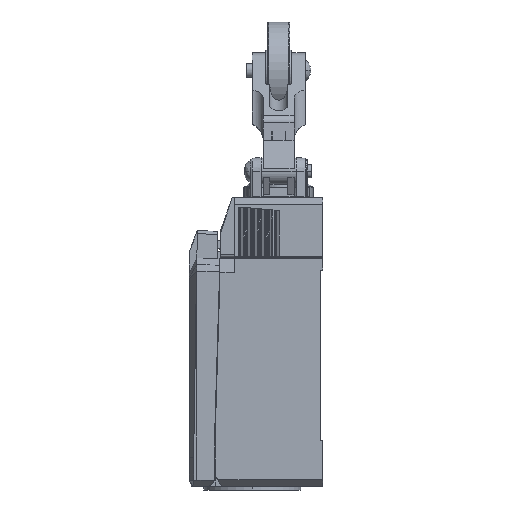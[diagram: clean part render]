
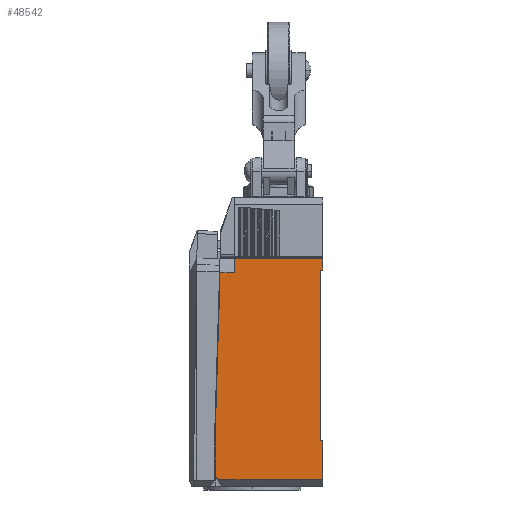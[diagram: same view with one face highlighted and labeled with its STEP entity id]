
A CAD part, left-side view. The second image highlights one B-rep face of the part: STEP entity #48542.
In plain terms, the highlighted planar face has unit normal (-1, 0, 0).
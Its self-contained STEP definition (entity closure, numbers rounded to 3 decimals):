
#3324=DIRECTION('',(0.,1.,0.));
#3325=VECTOR('',#3324,20.);
#3326=CARTESIAN_POINT('',(-15.25,-10.,-9.));
#3327=LINE('',#3326,#3325);
#3331=DIRECTION('',(0.,1.,0.));
#3332=VECTOR('',#3331,0.5);
#3333=CARTESIAN_POINT('',(-15.25,-10.,-11.6));
#3334=LINE('',#3333,#3332);
#3338=DIRECTION('',(0.,0.,-1.));
#3339=VECTOR('',#3338,38.6);
#3340=CARTESIAN_POINT('',(-15.25,-9.5,-11.6));
#3341=LINE('',#3340,#3339);
#3345=DIRECTION('',(0.,1.,0.));
#3346=VECTOR('',#3345,0.5);
#3347=CARTESIAN_POINT('',(-15.25,-10.,-50.2));
#3348=LINE('',#3347,#3346);
#3352=DIRECTION('',(0.,-1.,0.));
#3353=VECTOR('',#3352,23.815);
#3354=CARTESIAN_POINT('',(-15.25,13.815,-59.15));
#3355=LINE('',#3354,#3353);
#3359=DIRECTION('',(0.,0.5,0.866));
#3360=VECTOR('',#3359,1.169);
#3361=CARTESIAN_POINT('',(-15.25,13.815,-59.15));
#3362=LINE('',#3361,#3360);
#3366=DIRECTION('',(0.,-0.03,1.));
#3367=VECTOR('',#3366,33.015);
#3368=CARTESIAN_POINT('',(-15.25,14.4,-48.735));
#3369=LINE('',#3368,#3367);
#3373=DIRECTION('',(0.,0.,1.));
#3374=VECTOR('',#3373,3.485);
#3375=CARTESIAN_POINT('',(-15.25,13.4,-15.735));
#3376=LINE('',#3375,#3374);
#3380=DIRECTION('',(0.,-1.,0.));
#3381=VECTOR('',#3380,3.4);
#3382=CARTESIAN_POINT('',(-15.25,13.4,-12.25));
#3383=LINE('',#3382,#3381);
#3387=DIRECTION('',(0.,0.,-1.));
#3388=VECTOR('',#3387,3.25);
#3389=CARTESIAN_POINT('',(-15.25,10.,-9.));
#3390=LINE('',#3389,#3388);
#3900=DIRECTION('',(0.,0.,-1.));
#3901=VECTOR('',#3900,9.402);
#3902=CARTESIAN_POINT('',(-15.25,14.4,-48.735));
#3903=LINE('',#3902,#3901);
#4348=DIRECTION('',(0.,0.,-1.));
#4349=VECTOR('',#4348,2.6);
#4350=CARTESIAN_POINT('',(-15.25,-10.,-9.));
#4351=LINE('',#4350,#4349);
#5377=DIRECTION('',(0.,0.,-1.));
#5378=VECTOR('',#5377,8.95);
#5379=CARTESIAN_POINT('',(-15.25,-10.,-50.2));
#5380=LINE('',#5379,#5378);
#38838=CARTESIAN_POINT('',(-15.25,14.4,-58.137));
#38840=VERTEX_POINT('',#38838);
#38862=CARTESIAN_POINT('',(-15.25,14.4,-48.735));
#38863=VERTEX_POINT('',#38862);
#38881=CARTESIAN_POINT('',(-15.25,10.,-12.25));
#38883=VERTEX_POINT('',#38881);
#38898=CARTESIAN_POINT('',(-15.25,-10.,-11.6));
#38899=VERTEX_POINT('',#38898);
#38912=CARTESIAN_POINT('',(-15.25,-9.5,-11.6));
#38913=CARTESIAN_POINT('',(-15.25,-9.5,-50.2));
#38914=VERTEX_POINT('',#38912);
#38915=VERTEX_POINT('',#38913);
#38916=CARTESIAN_POINT('',(-15.25,-10.,-50.2));
#38917=VERTEX_POINT('',#38916);
#38934=CARTESIAN_POINT('',(-15.25,13.4,-12.25));
#38935=VERTEX_POINT('',#38934);
#38944=CARTESIAN_POINT('',(-15.25,13.4,-15.735));
#38945=VERTEX_POINT('',#38944);
#40382=CARTESIAN_POINT('',(-15.25,-10.,-59.15));
#40383=VERTEX_POINT('',#40382);
#40388=CARTESIAN_POINT('',(-15.25,13.815,-59.15));
#40389=VERTEX_POINT('',#40388);
#41116=CARTESIAN_POINT('',(-15.25,10.,-9.));
#41118=VERTEX_POINT('',#41116);
#41122=CARTESIAN_POINT('',(-15.25,-10.,-9.));
#41123=VERTEX_POINT('',#41122);
#48511=CARTESIAN_POINT('',(-15.25,16.7,2.));
#48512=DIRECTION('',(-1.,0.,0.));
#48513=DIRECTION('',(0.,-1.,0.));
#48514=AXIS2_PLACEMENT_3D('',#48511,#48512,#48513);
#48515=PLANE('',#48514);
#48517=ORIENTED_EDGE('',*,*,#48516,.F.);
#48519=ORIENTED_EDGE('',*,*,#48518,.T.);
#48521=ORIENTED_EDGE('',*,*,#48520,.T.);
#48523=ORIENTED_EDGE('',*,*,#48522,.T.);
#48525=ORIENTED_EDGE('',*,*,#48524,.F.);
#48527=ORIENTED_EDGE('',*,*,#48526,.T.);
#48528=ORIENTED_EDGE('',*,*,#48490,.F.);
#48529=ORIENTED_EDGE('',*,*,#48467,.T.);
#48531=ORIENTED_EDGE('',*,*,#48530,.F.);
#48533=ORIENTED_EDGE('',*,*,#48532,.T.);
#48535=ORIENTED_EDGE('',*,*,#48534,.T.);
#48537=ORIENTED_EDGE('',*,*,#48536,.T.);
#48539=ORIENTED_EDGE('',*,*,#48538,.F.);
#48540=EDGE_LOOP('',(#48517,#48519,#48521,#48523,#48525,#48527,#48528,#48529,
#48531,#48533,#48535,#48537,#48539));
#48541=FACE_OUTER_BOUND('',#48540,.F.);
#48467=EDGE_CURVE('',#40389,#38840,#3362,.T.);
#48490=EDGE_CURVE('',#40389,#40383,#3355,.T.);
#48516=EDGE_CURVE('',#41123,#41118,#3327,.T.);
#48518=EDGE_CURVE('',#41123,#38899,#4351,.T.);
#48520=EDGE_CURVE('',#38899,#38914,#3334,.T.);
#48522=EDGE_CURVE('',#38914,#38915,#3341,.T.);
#48524=EDGE_CURVE('',#38917,#38915,#3348,.T.);
#48526=EDGE_CURVE('',#38917,#40383,#5380,.T.);
#48530=EDGE_CURVE('',#38863,#38840,#3903,.T.);
#48532=EDGE_CURVE('',#38863,#38945,#3369,.T.);
#48534=EDGE_CURVE('',#38945,#38935,#3376,.T.);
#48536=EDGE_CURVE('',#38935,#38883,#3383,.T.);
#48538=EDGE_CURVE('',#41118,#38883,#3390,.T.);
#48542=ADVANCED_FACE('',(#48541),#48515,.T.);
